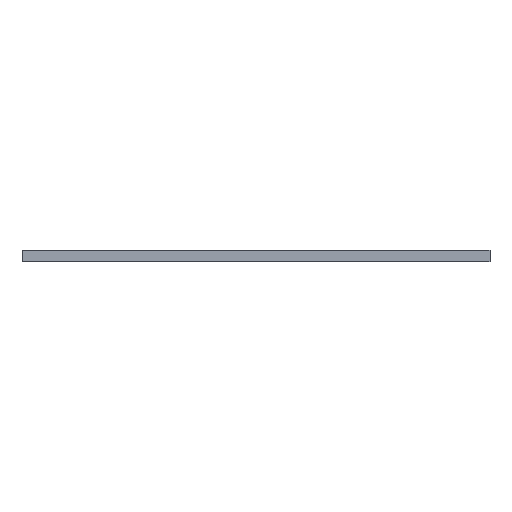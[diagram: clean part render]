
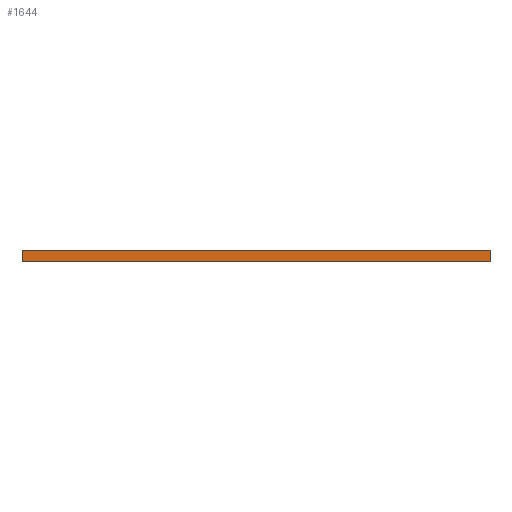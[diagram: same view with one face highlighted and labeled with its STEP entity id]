
A CAD part, left-side view. The second image highlights one B-rep face of the part: STEP entity #1644.
In plain terms, the highlighted planar face has unit normal (-1, 0, 0).
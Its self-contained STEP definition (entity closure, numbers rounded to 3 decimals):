
#458 = DIRECTION ( 'NONE',  ( 0., 0., -1. ) ) ;
#636 = PLANE ( 'NONE',  #2605 ) ;
#822 = DIRECTION ( 'NONE',  ( 0., 0., -1. ) ) ;
#978 = ORIENTED_EDGE ( 'NONE', *, *, #3708, .T. ) ;
#1102 = EDGE_CURVE ( 'NONE', #2394, #4606, #5143, .T. ) ;
#1243 = LINE ( 'NONE', #6680, #1600 ) ;
#1267 = CARTESIAN_POINT ( 'NONE',  ( -218., 0., 3. ) ) ;
#1600 = VECTOR ( 'NONE', #7394, 1000. ) ;
#1644 = ADVANCED_FACE ( 'NONE', ( #7596 ), #636, .F. ) ;
#2304 = ORIENTED_EDGE ( 'NONE', *, *, #8047, .F. ) ;
#2394 = VERTEX_POINT ( 'NONE', #9188 ) ;
#2426 = VECTOR ( 'NONE', #2930, 1000. ) ;
#2433 = VERTEX_POINT ( 'NONE', #3388 ) ;
#2605 = AXIS2_PLACEMENT_3D ( 'NONE', #6882, #3115, #9922 ) ;
#2839 = CARTESIAN_POINT ( 'NONE',  ( -218., 0., 3. ) ) ;
#2930 = DIRECTION ( 'NONE',  ( 0., -1., 0. ) ) ;
#3115 = DIRECTION ( 'NONE',  ( 1., 0., 0. ) ) ;
#3259 = ORIENTED_EDGE ( 'NONE', *, *, #4582, .F. ) ;
#3388 = CARTESIAN_POINT ( 'NONE',  ( -218., -120., 0. ) ) ;
#3708 = EDGE_CURVE ( 'NONE', #4606, #2433, #1243, .T. ) ;
#4582 = EDGE_CURVE ( 'NONE', #2394, #8930, #7656, .T. ) ;
#4606 = VERTEX_POINT ( 'NONE', #5326 ) ;
#4692 = CARTESIAN_POINT ( 'NONE',  ( -218., -120., 3. ) ) ;
#5143 = LINE ( 'NONE', #1267, #7063 ) ;
#5326 = CARTESIAN_POINT ( 'NONE',  ( -218., 0., 0. ) ) ;
#5761 = VECTOR ( 'NONE', #822, 1000. ) ;
#6349 = CARTESIAN_POINT ( 'NONE',  ( -218., -120., 3. ) ) ;
#6474 = LINE ( 'NONE', #4692, #5761 ) ;
#6619 = EDGE_LOOP ( 'NONE', ( #978, #2304, #3259, #7100 ) ) ;
#6680 = CARTESIAN_POINT ( 'NONE',  ( -218., -72., 0. ) ) ;
#6882 = CARTESIAN_POINT ( 'NONE',  ( -218., -72., 3. ) ) ;
#7063 = VECTOR ( 'NONE', #458, 1000. ) ;
#7100 = ORIENTED_EDGE ( 'NONE', *, *, #1102, .T. ) ;
#7394 = DIRECTION ( 'NONE',  ( 0., -1., 0. ) ) ;
#7596 = FACE_OUTER_BOUND ( 'NONE', #6619, .T. ) ;
#7656 = LINE ( 'NONE', #2839, #2426 ) ;
#8047 = EDGE_CURVE ( 'NONE', #8930, #2433, #6474, .T. ) ;
#8930 = VERTEX_POINT ( 'NONE', #6349 ) ;
#9188 = CARTESIAN_POINT ( 'NONE',  ( -218., 0., 3. ) ) ;
#9922 = DIRECTION ( 'NONE',  ( 0., 1., 0. ) ) ;
